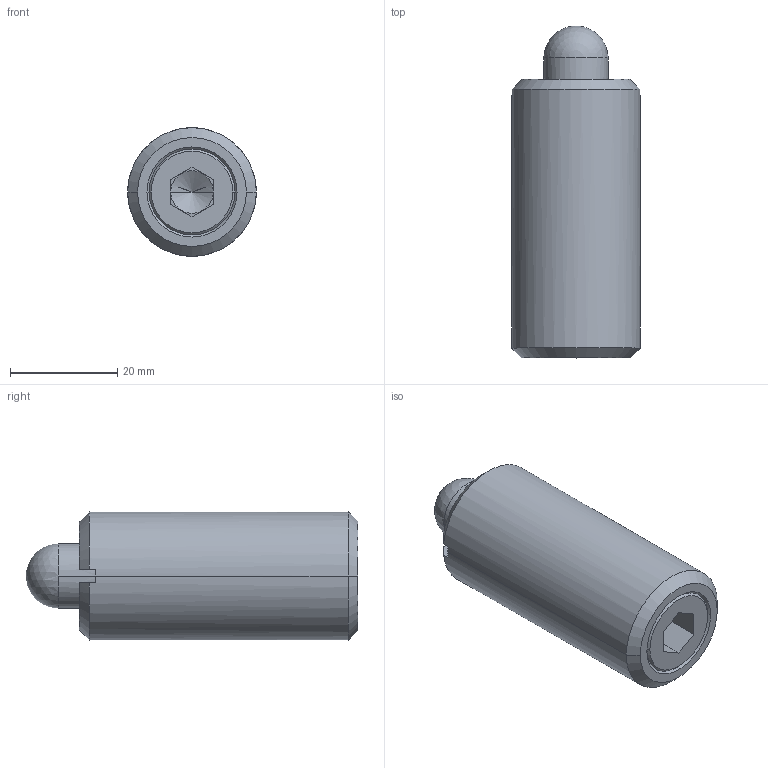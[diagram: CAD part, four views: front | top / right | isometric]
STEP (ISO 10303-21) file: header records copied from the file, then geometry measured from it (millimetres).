
FILE_DESCRIPTION( ( '' ), '1' );
FILE_NAME( 'K0317.24_0_.stp', '2012-10-30T13:55:18', ( '' ), ( '' ), ' ', ' ', ' ' );
FILE_SCHEMA( ( 'CONFIG_CONTROL_DESIGN' ) );
Length unit declared in the file: millimetre
Products named in the file (1): 1
Bounding box: 24 x 61.97 x 24 mm (x, y, z)
Volume: 23503.7 mm3; surface area: 5722.4 mm2
Topology: 1 solids, 2 shells, 52 faces, 118 edges, 75 vertices
Faces by surface type: plane 25, cone 20, cylinder 6, sphere 1
Entity records: 1468 total; most frequent: CARTESIAN_POINT 266, DIRECTION 252, ORIENTED_EDGE 228, EDGE_CURVE 114, AXIS2_PLACEMENT_3D 97, VERTEX_POINT 75, EDGE_LOOP 61, LINE 58
